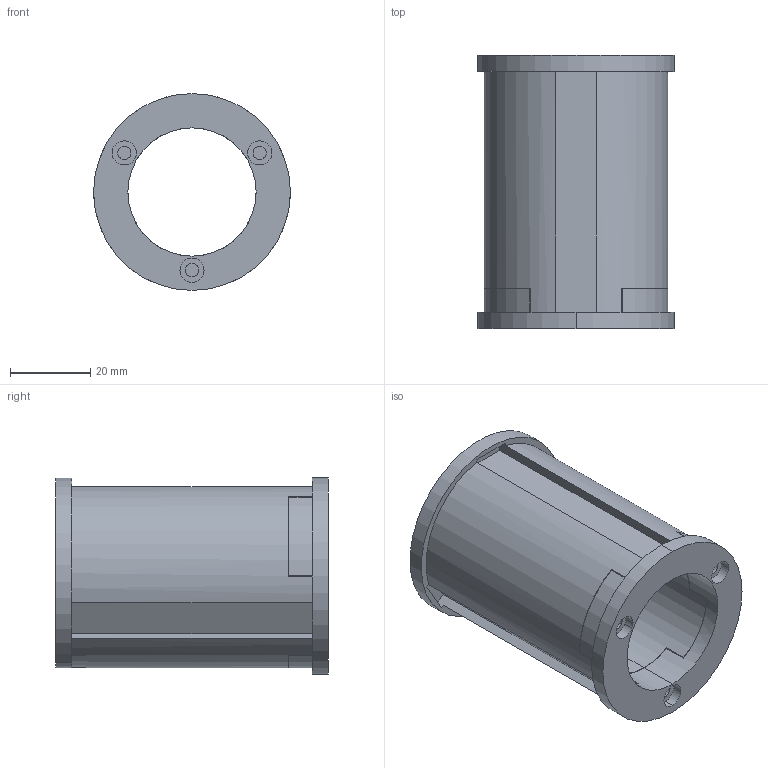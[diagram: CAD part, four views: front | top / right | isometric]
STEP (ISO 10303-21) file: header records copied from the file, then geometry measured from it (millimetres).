
FILE_DESCRIPTION (( 'STEP AP214' ), '1' );
FILE_NAME ('Drawtube 60mm.STEP', '2023-08-15T00:42:04', ( '' ), ( '' ), 'SwSTEP 2.0', 'SolidWorks 2022', '' );
FILE_SCHEMA (( 'AUTOMOTIVE_DESIGN' ));
Length unit declared in the file: millimetre
Products named in the file (1): Drawtube 60mm
Bounding box: 49 x 68 x 49 mm (x, y, z)
Volume: 52285.8 mm3; surface area: 23222.2 mm2
Topology: 2 solids, 2 shells, 98 faces, 264 edges, 176 vertices
Faces by surface type: plane 62, cylinder 36
Entity records: 3250 total; most frequent: CARTESIAN_POINT 643, DIRECTION 541, ORIENTED_EDGE 528, EDGE_CURVE 264, AXIS2_PLACEMENT_3D 186, VERTEX_POINT 176, LINE 169, VECTOR 169
